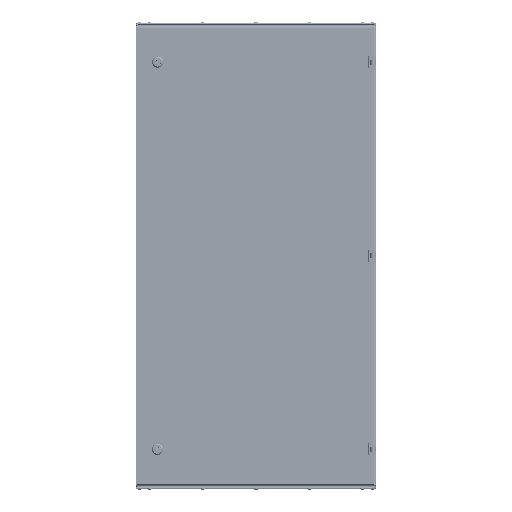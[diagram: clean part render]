
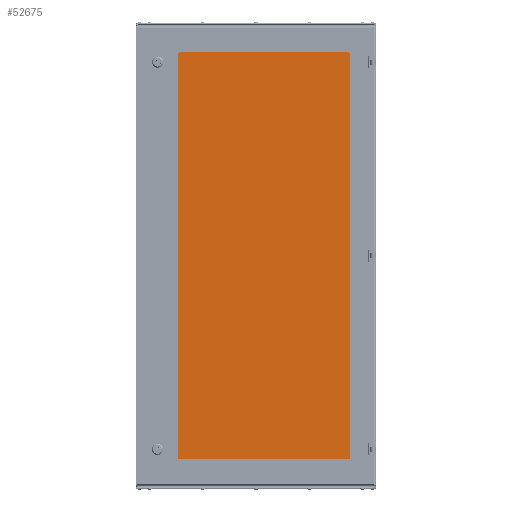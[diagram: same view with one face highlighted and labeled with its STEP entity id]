
A CAD part, top view. The second image highlights one B-rep face of the part: STEP entity #52675.
In plain terms, the highlighted planar face has unit normal (0, 0, 1).
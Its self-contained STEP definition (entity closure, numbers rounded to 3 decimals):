
#782 = DIRECTION ( 'NONE',  ( -1., 0., 0. ) ) ;
#889 = CARTESIAN_POINT ( 'NONE',  ( 0., 0., 4. ) ) ;
#1220 = VERTEX_POINT ( 'NONE', #10121 ) ;
#3806 = AXIS2_PLACEMENT_3D ( 'NONE', #50802, #52181, #782 ) ;
#4106 = CIRCLE ( 'NONE', #34248, 10. ) ;
#10121 = CARTESIAN_POINT ( 'NONE',  ( -217.75, 520.5, 4. ) ) ;
#12129 = DIRECTION ( 'NONE',  ( 0., 0., 1. ) ) ;
#12634 = VERTEX_POINT ( 'NONE', #91939 ) ;
#14583 = ORIENTED_EDGE ( 'NONE', *, *, #67347, .T. ) ;
#15525 = CARTESIAN_POINT ( 'NONE',  ( 217.75, -510.5, 4. ) ) ;
#15813 = DIRECTION ( 'NONE',  ( 0., 1., 0. ) ) ;
#18443 = AXIS2_PLACEMENT_3D ( 'NONE', #889, #43800, #58433 ) ;
#19603 = EDGE_CURVE ( 'NONE', #46495, #24773, #39947, .T. ) ;
#19688 = ORIENTED_EDGE ( 'NONE', *, *, #26240, .T. ) ;
#21156 = EDGE_CURVE ( 'NONE', #61293, #1220, #46372, .T. ) ;
#23162 = ORIENTED_EDGE ( 'NONE', *, *, #27235, .T. ) ;
#24773 = VERTEX_POINT ( 'NONE', #77435 ) ;
#26240 = EDGE_CURVE ( 'NONE', #24773, #44845, #64432, .T. ) ;
#26904 = AXIS2_PLACEMENT_3D ( 'NONE', #44738, #74448, #39499 ) ;
#27235 = EDGE_CURVE ( 'NONE', #12634, #46495, #67366, .T. ) ;
#28543 = DIRECTION ( 'NONE',  ( 1., 0., 0. ) ) ;
#28842 = EDGE_CURVE ( 'NONE', #31508, #61293, #78144, .T. ) ;
#29766 = CARTESIAN_POINT ( 'NONE',  ( 227.75, -510.5, 4. ) ) ;
#30407 = AXIS2_PLACEMENT_3D ( 'NONE', #83366, #12129, #56425 ) ;
#31508 = VERTEX_POINT ( 'NONE', #35471 ) ;
#31888 = CIRCLE ( 'NONE', #30407, 10. ) ;
#34178 = ORIENTED_EDGE ( 'NONE', *, *, #19603, .T. ) ;
#34248 = AXIS2_PLACEMENT_3D ( 'NONE', #15525, #57980, #72618 ) ;
#34772 = CARTESIAN_POINT ( 'NONE',  ( 217.75, 520.5, 4. ) ) ;
#35471 = CARTESIAN_POINT ( 'NONE',  ( 227.75, 510.5, 4. ) ) ;
#39499 = DIRECTION ( 'NONE',  ( -1., 0., 0. ) ) ;
#39947 = CIRCLE ( 'NONE', #3806, 10. ) ;
#43017 = VECTOR ( 'NONE', #54108, 1000. ) ;
#43800 = DIRECTION ( 'NONE',  ( 0., 0., -1. ) ) ;
#43931 = VECTOR ( 'NONE', #90726, 1000. ) ;
#44738 = CARTESIAN_POINT ( 'NONE',  ( 217.75, 510.5, 4. ) ) ;
#44845 = VERTEX_POINT ( 'NONE', #82561 ) ;
#46372 = LINE ( 'NONE', #77023, #43931 ) ;
#46495 = VERTEX_POINT ( 'NONE', #72386 ) ;
#48780 = EDGE_CURVE ( 'NONE', #1220, #12634, #31888, .T. ) ;
#49164 = VECTOR ( 'NONE', #28543, 1000. ) ;
#50713 = ORIENTED_EDGE ( 'NONE', *, *, #60800, .T. ) ;
#50802 = CARTESIAN_POINT ( 'NONE',  ( -217.75, -510.5, 4. ) ) ;
#50920 = ORIENTED_EDGE ( 'NONE', *, *, #21156, .T. ) ;
#51146 = VECTOR ( 'NONE', #15813, 1000. ) ;
#52181 = DIRECTION ( 'NONE',  ( 0., 0., 1. ) ) ;
#52675 = ADVANCED_FACE ( 'NONE', ( #87245 ), #72139, .F. ) ;
#53650 = CARTESIAN_POINT ( 'NONE',  ( -227.75, -520.5, 4. ) ) ;
#54108 = DIRECTION ( 'NONE',  ( 0., -1., 0. ) ) ;
#56425 = DIRECTION ( 'NONE',  ( -1., 0., 0. ) ) ;
#57980 = DIRECTION ( 'NONE',  ( 0., 0., 1. ) ) ;
#58433 = DIRECTION ( 'NONE',  ( -1., 0., 0. ) ) ;
#60800 = EDGE_CURVE ( 'NONE', #44845, #88774, #4106, .T. ) ;
#61293 = VERTEX_POINT ( 'NONE', #34772 ) ;
#62323 = ORIENTED_EDGE ( 'NONE', *, *, #48780, .T. ) ;
#64432 = LINE ( 'NONE', #93232, #49164 ) ;
#67347 = EDGE_CURVE ( 'NONE', #88774, #31508, #87546, .T. ) ;
#67366 = LINE ( 'NONE', #53650, #43017 ) ;
#72139 = PLANE ( 'NONE',  #18443 ) ;
#72386 = CARTESIAN_POINT ( 'NONE',  ( -227.75, -510.5, 4. ) ) ;
#72618 = DIRECTION ( 'NONE',  ( -1., 0., 0. ) ) ;
#73389 = CARTESIAN_POINT ( 'NONE',  ( 227.75, -520.5, 4. ) ) ;
#74448 = DIRECTION ( 'NONE',  ( 0., 0., 1. ) ) ;
#76751 = ORIENTED_EDGE ( 'NONE', *, *, #28842, .T. ) ;
#77023 = CARTESIAN_POINT ( 'NONE',  ( -227.75, 520.5, 4. ) ) ;
#77435 = CARTESIAN_POINT ( 'NONE',  ( -217.75, -520.5, 4. ) ) ;
#78144 = CIRCLE ( 'NONE', #26904, 10. ) ;
#82561 = CARTESIAN_POINT ( 'NONE',  ( 217.75, -520.5, 4. ) ) ;
#83366 = CARTESIAN_POINT ( 'NONE',  ( -217.75, 510.5, 4. ) ) ;
#87245 = FACE_OUTER_BOUND ( 'NONE', #90766, .T. ) ;
#87546 = LINE ( 'NONE', #73389, #51146 ) ;
#88774 = VERTEX_POINT ( 'NONE', #29766 ) ;
#90726 = DIRECTION ( 'NONE',  ( -1., 0., 0. ) ) ;
#90766 = EDGE_LOOP ( 'NONE', ( #19688, #50713, #14583, #76751, #50920, #62323, #23162, #34178 ) ) ;
#91939 = CARTESIAN_POINT ( 'NONE',  ( -227.75, 510.5, 4. ) ) ;
#93232 = CARTESIAN_POINT ( 'NONE',  ( -227.75, -520.5, 4. ) ) ;
